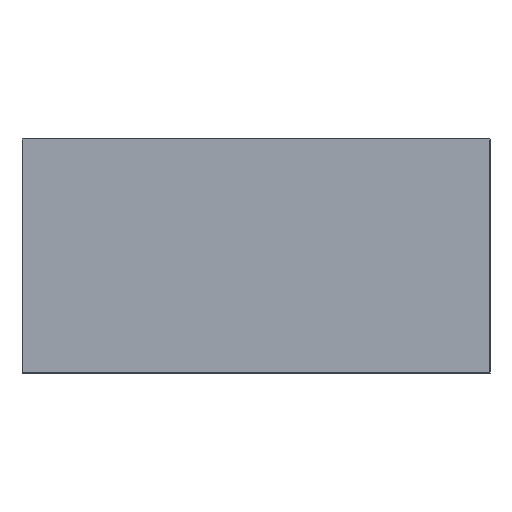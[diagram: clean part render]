
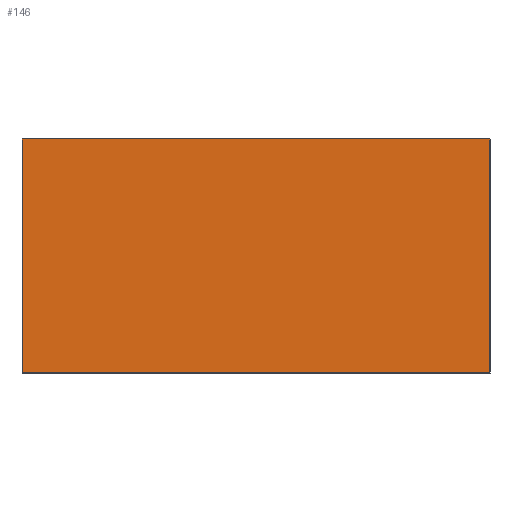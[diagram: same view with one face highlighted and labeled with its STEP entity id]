
A CAD part, top view. The second image highlights one B-rep face of the part: STEP entity #146.
In plain terms, the highlighted planar face has unit normal (0, 0, 1).
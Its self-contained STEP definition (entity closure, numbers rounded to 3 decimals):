
#146 = ADVANCED_FACE( '', ( #249 ), #250, .T. );
#249 = FACE_OUTER_BOUND( '', #335, .T. );
#250 = PLANE( '', #336 );
#335 = EDGE_LOOP( '', ( #454, #455, #456, #457 ) );
#336 = AXIS2_PLACEMENT_3D( '', #458, #459, #460 );
#454 = ORIENTED_EDGE( '', *, *, #586, .T. );
#455 = ORIENTED_EDGE( '', *, *, #615, .T. );
#456 = ORIENTED_EDGE( '', *, *, #599, .T. );
#457 = ORIENTED_EDGE( '', *, *, #616, .T. );
#458 = CARTESIAN_POINT( '', ( 0., 0., 0.15 ) );
#459 = DIRECTION( '', ( 0., 0., 1. ) );
#460 = DIRECTION( '', ( 1., 0., 0. ) );
#586 = EDGE_CURVE( '', #667, #665, #668, .T. );
#599 = EDGE_CURVE( '', #688, #686, #689, .T. );
#615 = EDGE_CURVE( '', #665, #688, #713, .T. );
#616 = EDGE_CURVE( '', #686, #667, #714, .T. );
#665 = VERTEX_POINT( '', #777 );
#667 = VERTEX_POINT( '', #780 );
#668 = LINE( '', #781, #782 );
#686 = VERTEX_POINT( '', #808 );
#688 = VERTEX_POINT( '', #811 );
#689 = LINE( '', #812, #813 );
#713 = LINE( '', #848, #849 );
#714 = LINE( '', #850, #851 );
#777 = CARTESIAN_POINT( '', ( -200., -100., 0.15 ) );
#780 = CARTESIAN_POINT( '', ( -200., 100., 0.15 ) );
#781 = CARTESIAN_POINT( '', ( -200., 100., 0.15 ) );
#782 = VECTOR( '', #911, 1000. );
#808 = CARTESIAN_POINT( '', ( 200., 100., 0.15 ) );
#811 = CARTESIAN_POINT( '', ( 200., -100., 0.15 ) );
#812 = CARTESIAN_POINT( '', ( 200., -100., 0.15 ) );
#813 = VECTOR( '', #921, 1000. );
#848 = CARTESIAN_POINT( '', ( -200., -100., 0.15 ) );
#849 = VECTOR( '', #933, 1000. );
#850 = CARTESIAN_POINT( '', ( 200., 100., 0.15 ) );
#851 = VECTOR( '', #934, 1000. );
#911 = DIRECTION( '', ( 0., -1., 0. ) );
#921 = DIRECTION( '', ( 0., 1., 0. ) );
#933 = DIRECTION( '', ( 1., 0., 0. ) );
#934 = DIRECTION( '', ( -1., 0., 0. ) );
